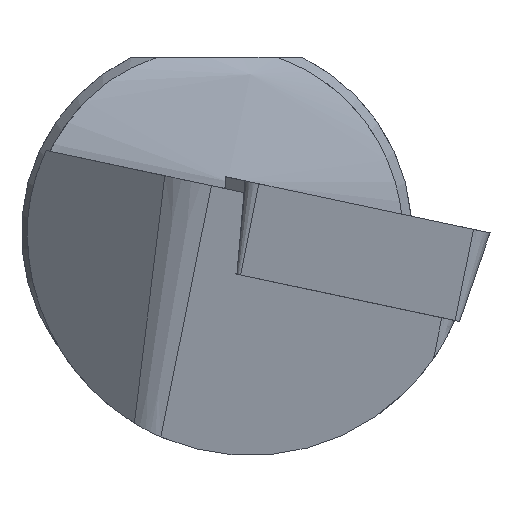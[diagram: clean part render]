
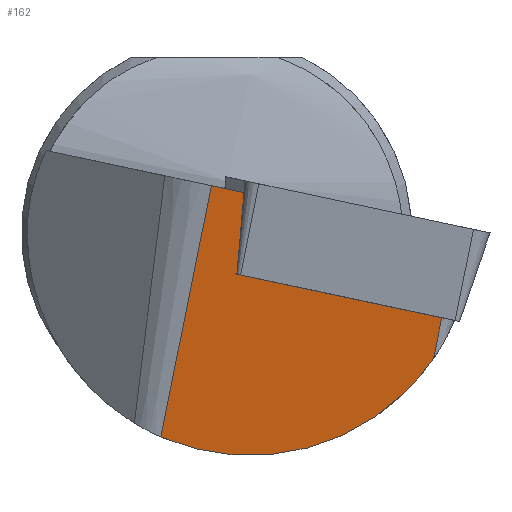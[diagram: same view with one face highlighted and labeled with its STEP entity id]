
A CAD part, left-side view. The second image highlights one B-rep face of the part: STEP entity #162.
In plain terms, the highlighted planar face has unit normal (-0.989, 0.108, -0.102).
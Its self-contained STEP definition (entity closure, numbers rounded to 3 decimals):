
#162=ADVANCED_FACE('',(#213),#196,.T.);
#196=PLANE('',#709);
#213=FACE_OUTER_BOUND('',#246,.T.);
#246=EDGE_LOOP('',(#308,#309,#310,#311,#312,#313));
#298=ELLIPSE('',#708,5.764,5.7);
#308=ORIENTED_EDGE('',*,*,#537,.F.);
#309=ORIENTED_EDGE('',*,*,#538,.F.);
#310=ORIENTED_EDGE('',*,*,#539,.T.);
#311=ORIENTED_EDGE('',*,*,#540,.T.);
#312=ORIENTED_EDGE('',*,*,#541,.F.);
#313=ORIENTED_EDGE('',*,*,#542,.F.);
#480=VERTEX_POINT('',#946);
#481=VERTEX_POINT('',#947);
#482=VERTEX_POINT('',#949);
#483=VERTEX_POINT('',#951);
#484=VERTEX_POINT('',#953);
#485=VERTEX_POINT('',#955);
#537=EDGE_CURVE('',#480,#481,#621,.T.);
#538=EDGE_CURVE('',#482,#480,#622,.T.);
#539=EDGE_CURVE('',#482,#483,#623,.T.);
#540=EDGE_CURVE('',#483,#484,#298,.T.);
#541=EDGE_CURVE('',#485,#484,#624,.T.);
#542=EDGE_CURVE('',#481,#485,#625,.T.);
#621=LINE('',#945,#665);
#622=LINE('',#948,#666);
#623=LINE('',#950,#667);
#624=LINE('',#954,#668);
#625=LINE('',#956,#669);
#665=VECTOR('',#774,1.);
#666=VECTOR('',#775,1.);
#667=VECTOR('',#776,1.);
#668=VECTOR('',#779,1.);
#669=VECTOR('',#780,1.);
#708=AXIS2_PLACEMENT_3D('',#952,#777,#778);
#709=AXIS2_PLACEMENT_3D('',#957,#781,#782);
#774=DIRECTION('',(0.112,0.096,-0.989));
#775=DIRECTION('',(-0.085,-0.975,-0.207));
#776=DIRECTION('',(0.121,0.196,-0.973));
#777=DIRECTION('',(-0.989,0.108,-0.102));
#778=DIRECTION('',(0.148,0.721,-0.677));
#779=DIRECTION('',(0.121,0.196,-0.973));
#780=DIRECTION('',(-0.085,-0.975,-0.207));
#781=DIRECTION('',(-0.989,0.108,-0.102));
#782=DIRECTION('',(-0.109,-0.994,0.));
#945=CARTESIAN_POINT('',(0.675,-0.692,0.761));
#946=CARTESIAN_POINT('',(0.645,-0.718,1.027));
#947=CARTESIAN_POINT('',(0.881,-0.516,-1.056));
#948=CARTESIAN_POINT('',(0.167,-6.176,-0.133));
#949=CARTESIAN_POINT('',(0.719,0.133,1.208));
#950=CARTESIAN_POINT('',(0.683,0.074,1.502));
#951=CARTESIAN_POINT('',(1.522,1.43,-5.224));
#952=CARTESIAN_POINT('',(0.736,-0.85,0.));
#953=CARTESIAN_POINT('',(0.553,-5.554,-3.22));
#954=CARTESIAN_POINT('',(0.131,-6.235,0.161));
#955=CARTESIAN_POINT('',(0.422,-5.765,-2.172));
#956=CARTESIAN_POINT('',(0.422,-5.765,-2.172));
#957=CARTESIAN_POINT('',(0.131,-6.235,0.161));
